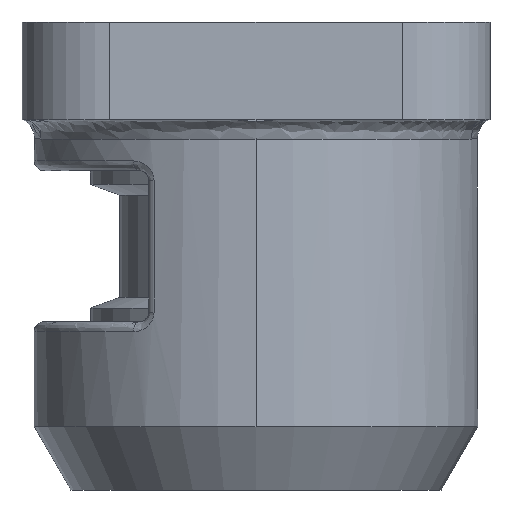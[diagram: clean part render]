
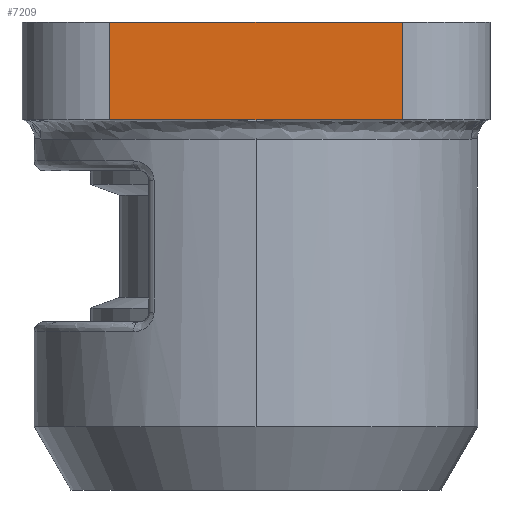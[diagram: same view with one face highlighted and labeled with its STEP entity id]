
A CAD part, left-side view. The second image highlights one B-rep face of the part: STEP entity #7209.
In plain terms, the highlighted planar face has unit normal (-1, 0, 0).
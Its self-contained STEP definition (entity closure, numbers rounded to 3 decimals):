
#5680 = CARTESIAN_POINT ( 'NONE',  ( -35.375, 16.41, 48. ) ) ;
#5716 = CARTESIAN_POINT ( 'NONE',  ( -35.375, -13.59, 38. ) ) ;
#5741 = DIRECTION ( 'NONE',  ( 0., 1., 0. ) ) ;
#5742 = VECTOR ( 'NONE', #5741, 1000. ) ;
#5743 = CARTESIAN_POINT ( 'NONE',  ( -35.375, 16.41, 38. ) ) ;
#5744 = FACE_OUTER_BOUND ( 'NONE', #7207, .T. ) ;
#5745 = CARTESIAN_POINT ( 'NONE',  ( -35.375, -13.59, 48. ) ) ;
#5746 = LINE ( 'NONE', #5745, #5800 ) ;
#5748 = DIRECTION ( 'NONE',  ( 0., 0., 1. ) ) ;
#5749 = VECTOR ( 'NONE', #5748, 1000. ) ;
#5750 = LINE ( 'NONE', #5743, #5742 ) ;
#5752 = CARTESIAN_POINT ( 'NONE',  ( -35.375, 16.41, 48. ) ) ;
#5757 = CARTESIAN_POINT ( 'NONE',  ( -35.375, 16.41, 38. ) ) ;
#5759 = CARTESIAN_POINT ( 'NONE',  ( -35.375, 16.41, 48. ) ) ;
#5761 = LINE ( 'NONE', #5759, #5749 ) ;
#5766 = LINE ( 'NONE', #5792, #5791 ) ;
#5767 = AXIS2_PLACEMENT_3D ( 'NONE', #5752, #5794, #5793 ) ;
#5788 = CARTESIAN_POINT ( 'NONE',  ( -35.375, -13.59, 48. ) ) ;
#5789 = PLANE ( 'NONE',  #5767 ) ;
#5790 = DIRECTION ( 'NONE',  ( 0., -1., 0. ) ) ;
#5791 = VECTOR ( 'NONE', #5790, 1000. ) ;
#5792 = CARTESIAN_POINT ( 'NONE',  ( -35.375, 16.41, 48. ) ) ;
#5793 = DIRECTION ( 'NONE',  ( 0., 0., -1. ) ) ;
#5794 = DIRECTION ( 'NONE',  ( 1., 0., 0. ) ) ;
#5799 = DIRECTION ( 'NONE',  ( 0., 0., -1. ) ) ;
#5800 = VECTOR ( 'NONE', #5799, 1000. ) ;
#7168 = VERTEX_POINT ( 'NONE', #5680 ) ;
#7185 = VERTEX_POINT ( 'NONE', #5716 ) ;
#7194 = EDGE_CURVE ( 'NONE', #7197, #7168, #5761, .T. ) ;
#7196 = ORIENTED_EDGE ( 'NONE', *, *, #7200, .F. ) ;
#7197 = VERTEX_POINT ( 'NONE', #5757 ) ;
#7200 = EDGE_CURVE ( 'NONE', #7185, #7197, #5750, .T. ) ;
#7202 = ORIENTED_EDGE ( 'NONE', *, *, #7208, .F. ) ;
#7203 = EDGE_CURVE ( 'NONE', #7215, #7185, #5746, .T. ) ;
#7204 = ORIENTED_EDGE ( 'NONE', *, *, #7203, .F. ) ;
#7206 = ORIENTED_EDGE ( 'NONE', *, *, #7194, .F. ) ;
#7207 = EDGE_LOOP ( 'NONE', ( #7204, #7202, #7206, #7196 ) ) ;
#7208 = EDGE_CURVE ( 'NONE', #7168, #7215, #5766, .T. ) ;
#7209 = ADVANCED_FACE ( 'NONE', ( #5744 ), #5789, .F. ) ;
#7215 = VERTEX_POINT ( 'NONE', #5788 ) ;
